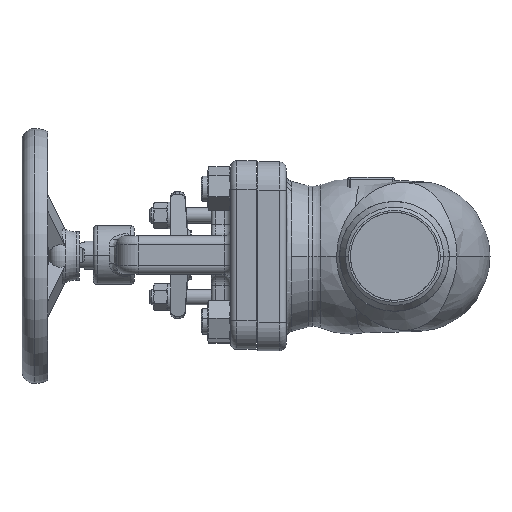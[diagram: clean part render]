
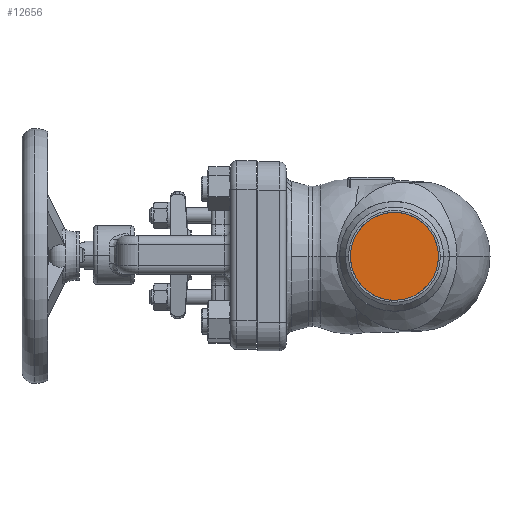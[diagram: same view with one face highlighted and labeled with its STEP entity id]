
A CAD part, left-side view. The second image highlights one B-rep face of the part: STEP entity #12656.
In plain terms, the highlighted planar face has unit normal (-1, 0, 0).
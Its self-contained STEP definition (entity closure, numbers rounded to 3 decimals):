
#2262 = CARTESIAN_POINT ( 'NONE',  ( -145., 0., 0. ) ) ;
#4516 = AXIS2_PLACEMENT_3D ( 'NONE', #2262, #18253, #4567 ) ;
#4567 = DIRECTION ( 'NONE',  ( 0., 0.055, 0.998 ) ) ;
#4741 = FACE_OUTER_BOUND ( 'NONE', #26748, .T. ) ;
#5360 = CARTESIAN_POINT ( 'NONE',  ( -145., 0., 0. ) ) ;
#6645 = VERTEX_POINT ( 'NONE', #12790 ) ;
#7638 = DIRECTION ( 'NONE',  ( 0., 0.055, 0.998 ) ) ;
#9617 = PLANE ( 'NONE',  #12632 ) ;
#11026 = EDGE_CURVE ( 'NONE', #6645, #23799, #11964, .T. ) ;
#11181 = ORIENTED_EDGE ( 'NONE', *, *, #17552, .T. ) ;
#11398 = ORIENTED_EDGE ( 'NONE', *, *, #11026, .T. ) ;
#11900 = CARTESIAN_POINT ( 'NONE',  ( -145., 0., 0. ) ) ;
#11964 = CIRCLE ( 'NONE', #29421, 34.5 ) ;
#12632 = AXIS2_PLACEMENT_3D ( 'NONE', #11900, #27655, #14207 ) ;
#12656 = ADVANCED_FACE ( 'NONE', ( #4741 ), #9617, .T. ) ;
#12790 = CARTESIAN_POINT ( 'NONE',  ( -145., 1.908, 34.447 ) ) ;
#14207 = DIRECTION ( 'NONE',  ( 0., 0.055, 0.998 ) ) ;
#17552 = EDGE_CURVE ( 'NONE', #23799, #6645, #28249, .T. ) ;
#18253 = DIRECTION ( 'NONE',  ( -1., 0., 0. ) ) ;
#18978 = CARTESIAN_POINT ( 'NONE',  ( -145., -1.908, -34.447 ) ) ;
#21358 = DIRECTION ( 'NONE',  ( -1., 0., 0. ) ) ;
#23799 = VERTEX_POINT ( 'NONE', #18978 ) ;
#26748 = EDGE_LOOP ( 'NONE', ( #11398, #11181 ) ) ;
#27655 = DIRECTION ( 'NONE',  ( -1., 0., 0. ) ) ;
#28249 = CIRCLE ( 'NONE', #4516, 34.5 ) ;
#29421 = AXIS2_PLACEMENT_3D ( 'NONE', #5360, #21358, #7638 ) ;
